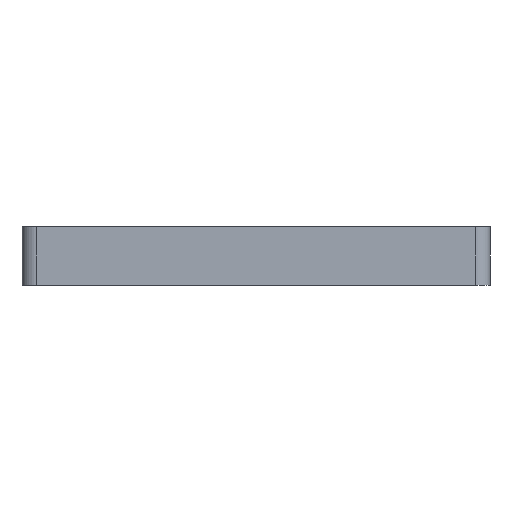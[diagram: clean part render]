
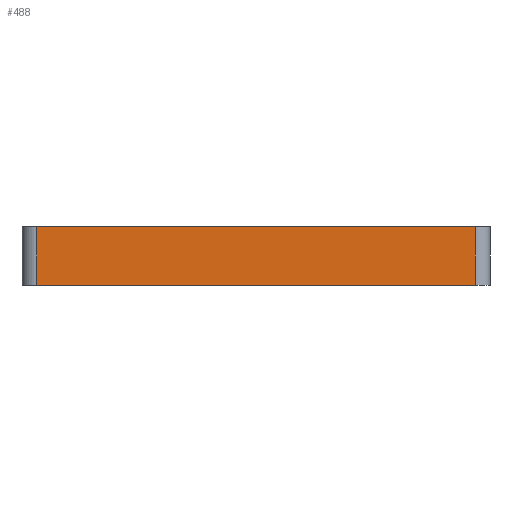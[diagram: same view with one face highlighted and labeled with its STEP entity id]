
A CAD part, left-side view. The second image highlights one B-rep face of the part: STEP entity #488.
In plain terms, the highlighted planar face has unit normal (-1, 0, 0).
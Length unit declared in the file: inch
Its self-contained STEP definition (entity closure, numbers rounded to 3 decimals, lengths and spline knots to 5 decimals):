
#20 = FACE_OUTER_BOUND ( 'NONE', #41, .T. ) ;
#41 = EDGE_LOOP ( 'NONE', ( #594, #286, #1090, #327 ) ) ;
#53 = VECTOR ( 'NONE', #833, 39.37008 ) ;
#85 = CARTESIAN_POINT ( 'NONE',  ( -2., -1.875, 0.25 ) ) ;
#98 = EDGE_CURVE ( 'NONE', #216, #465, #840, .T. ) ;
#125 = VERTEX_POINT ( 'NONE', #548 ) ;
#212 = AXIS2_PLACEMENT_3D ( 'NONE', #805, #784, #340 ) ;
#216 = VERTEX_POINT ( 'NONE', #966 ) ;
#229 = CARTESIAN_POINT ( 'NONE',  ( -2., -2., -0.25 ) ) ;
#259 = CARTESIAN_POINT ( 'NONE',  ( -2., -2., 0.25 ) ) ;
#263 = LINE ( 'NONE', #259, #53 ) ;
#286 = ORIENTED_EDGE ( 'NONE', *, *, #791, .T. ) ;
#327 = ORIENTED_EDGE ( 'NONE', *, *, #98, .T. ) ;
#340 = DIRECTION ( 'NONE',  ( 0., 0., -1. ) ) ;
#464 = DIRECTION ( 'NONE',  ( 0., 0., 1. ) ) ;
#465 = VERTEX_POINT ( 'NONE', #871 ) ;
#481 = VERTEX_POINT ( 'NONE', #970 ) ;
#488 = ADVANCED_FACE ( 'NONE', ( #20 ), #714, .F. ) ;
#509 = EDGE_CURVE ( 'NONE', #465, #125, #1163, .T. ) ;
#548 = CARTESIAN_POINT ( 'NONE',  ( -2., -1.875, -0.25 ) ) ;
#550 = LINE ( 'NONE', #85, #1045 ) ;
#594 = ORIENTED_EDGE ( 'NONE', *, *, #509, .T. ) ;
#612 = EDGE_CURVE ( 'NONE', #216, #481, #263, .T. ) ;
#714 = PLANE ( 'NONE',  #212 ) ;
#747 = DIRECTION ( 'NONE',  ( 0., 0., -1. ) ) ;
#779 = VECTOR ( 'NONE', #747, 39.37008 ) ;
#784 = DIRECTION ( 'NONE',  ( 1., 0., 0. ) ) ;
#791 = EDGE_CURVE ( 'NONE', #125, #481, #550, .T. ) ;
#805 = CARTESIAN_POINT ( 'NONE',  ( -2., -2., 0.25 ) ) ;
#833 = DIRECTION ( 'NONE',  ( 0., -1., 0. ) ) ;
#840 = LINE ( 'NONE', #1219, #779 ) ;
#871 = CARTESIAN_POINT ( 'NONE',  ( -2., 1.875, -0.25 ) ) ;
#902 = VECTOR ( 'NONE', #1082, 39.37008 ) ;
#966 = CARTESIAN_POINT ( 'NONE',  ( -2., 1.875, 0.25 ) ) ;
#970 = CARTESIAN_POINT ( 'NONE',  ( -2., -1.875, 0.25 ) ) ;
#1045 = VECTOR ( 'NONE', #464, 39.37008 ) ;
#1082 = DIRECTION ( 'NONE',  ( 0., -1., 0. ) ) ;
#1090 = ORIENTED_EDGE ( 'NONE', *, *, #612, .F. ) ;
#1163 = LINE ( 'NONE', #229, #902 ) ;
#1219 = CARTESIAN_POINT ( 'NONE',  ( -2., 1.875, 0.25 ) ) ;
